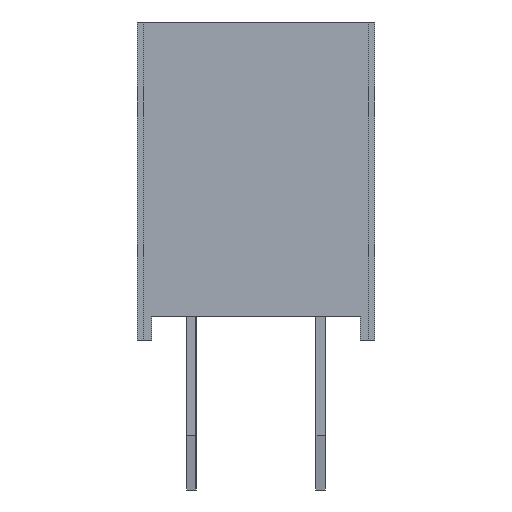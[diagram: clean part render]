
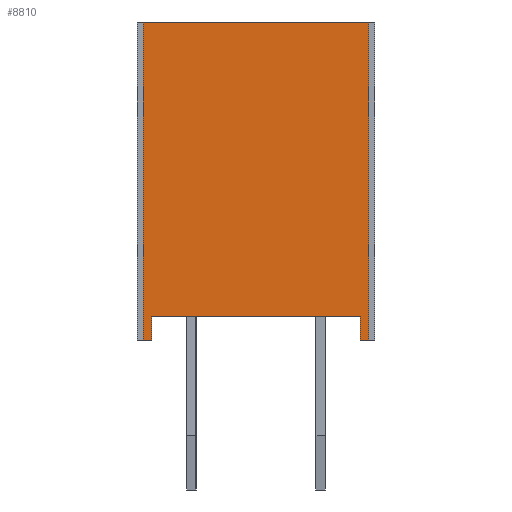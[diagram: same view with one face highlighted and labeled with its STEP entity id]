
A CAD part, left-side view. The second image highlights one B-rep face of the part: STEP entity #8810.
In plain terms, the highlighted planar face has unit normal (-1, 0, 0).
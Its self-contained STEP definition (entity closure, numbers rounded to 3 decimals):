
#112=DIRECTION('',(0.,-1.,0.));
#113=VECTOR('',#112,4.775);
#114=CARTESIAN_POINT('',(-25.4,2.388,0.));
#115=LINE('',#114,#113);
#768=DIRECTION('',(0.,0.,1.));
#769=VECTOR('',#768,0.508);
#770=CARTESIAN_POINT('',(-25.4,2.21,-6.731));
#771=LINE('',#770,#769);
#772=DIRECTION('',(0.,0.,-1.));
#773=VECTOR('',#772,6.731);
#774=CARTESIAN_POINT('',(-25.4,2.388,0.));
#775=LINE('',#774,#773);
#776=DIRECTION('',(0.,0.,1.));
#777=VECTOR('',#776,0.508);
#778=CARTESIAN_POINT('',(-25.4,-2.21,-6.731));
#779=LINE('',#778,#777);
#780=DIRECTION('',(0.,-1.,0.));
#781=VECTOR('',#780,4.42);
#782=CARTESIAN_POINT('',(-25.4,2.21,-6.223));
#783=LINE('',#782,#781);
#812=DIRECTION('',(0.,-1.,0.));
#813=VECTOR('',#812,0.178);
#814=CARTESIAN_POINT('',(-25.4,2.388,-6.731));
#815=LINE('',#814,#813);
#820=DIRECTION('',(0.,-1.,0.));
#821=VECTOR('',#820,0.178);
#822=CARTESIAN_POINT('',(-25.4,-2.21,-6.731));
#823=LINE('',#822,#821);
#3768=DIRECTION('',(0.,0.,-1.));
#3769=VECTOR('',#3768,6.731);
#3770=CARTESIAN_POINT('',(-25.4,-2.388,0.));
#3771=LINE('',#3770,#3769);
#6348=CARTESIAN_POINT('',(-25.4,2.388,0.));
#6349=VERTEX_POINT('',#6348);
#6350=CARTESIAN_POINT('',(-25.4,-2.388,0.));
#6351=VERTEX_POINT('',#6350);
#6372=CARTESIAN_POINT('',(-25.4,2.388,-6.731));
#6373=VERTEX_POINT('',#6372);
#6374=CARTESIAN_POINT('',(-25.4,-2.388,-6.731));
#6376=VERTEX_POINT('',#6374);
#6584=CARTESIAN_POINT('',(-25.4,2.21,-6.731));
#6586=VERTEX_POINT('',#6584);
#6588=CARTESIAN_POINT('',(-25.4,-2.21,-6.731));
#6590=VERTEX_POINT('',#6588);
#6592=CARTESIAN_POINT('',(-25.4,2.21,-6.223));
#6593=VERTEX_POINT('',#6592);
#6594=CARTESIAN_POINT('',(-25.4,-2.21,-6.223));
#6595=VERTEX_POINT('',#6594);
#8789=CARTESIAN_POINT('',(-25.4,2.388,0.));
#8790=DIRECTION('',(-1.,0.,0.));
#8791=DIRECTION('',(0.,-1.,0.));
#8792=AXIS2_PLACEMENT_3D('',#8789,#8790,#8791);
#8793=PLANE('',#8792);
#8795=ORIENTED_EDGE('',*,*,#8794,.F.);
#8797=ORIENTED_EDGE('',*,*,#8796,.F.);
#8798=ORIENTED_EDGE('',*,*,#8781,.F.);
#8799=ORIENTED_EDGE('',*,*,#8353,.T.);
#8801=ORIENTED_EDGE('',*,*,#8800,.T.);
#8803=ORIENTED_EDGE('',*,*,#8802,.F.);
#8805=ORIENTED_EDGE('',*,*,#8804,.T.);
#8807=ORIENTED_EDGE('',*,*,#8806,.F.);
#8808=EDGE_LOOP('',(#8795,#8797,#8798,#8799,#8801,#8803,#8805,#8807));
#8809=FACE_OUTER_BOUND('',#8808,.F.);
#8810=ADVANCED_FACE('',(#8809),#8793,.T.);
#8353=EDGE_CURVE('',#6349,#6351,#115,.T.);
#8781=EDGE_CURVE('',#6349,#6373,#775,.T.);
#8794=EDGE_CURVE('',#6586,#6593,#771,.T.);
#8796=EDGE_CURVE('',#6373,#6586,#815,.T.);
#8800=EDGE_CURVE('',#6351,#6376,#3771,.T.);
#8802=EDGE_CURVE('',#6590,#6376,#823,.T.);
#8804=EDGE_CURVE('',#6590,#6595,#779,.T.);
#8806=EDGE_CURVE('',#6593,#6595,#783,.T.);
